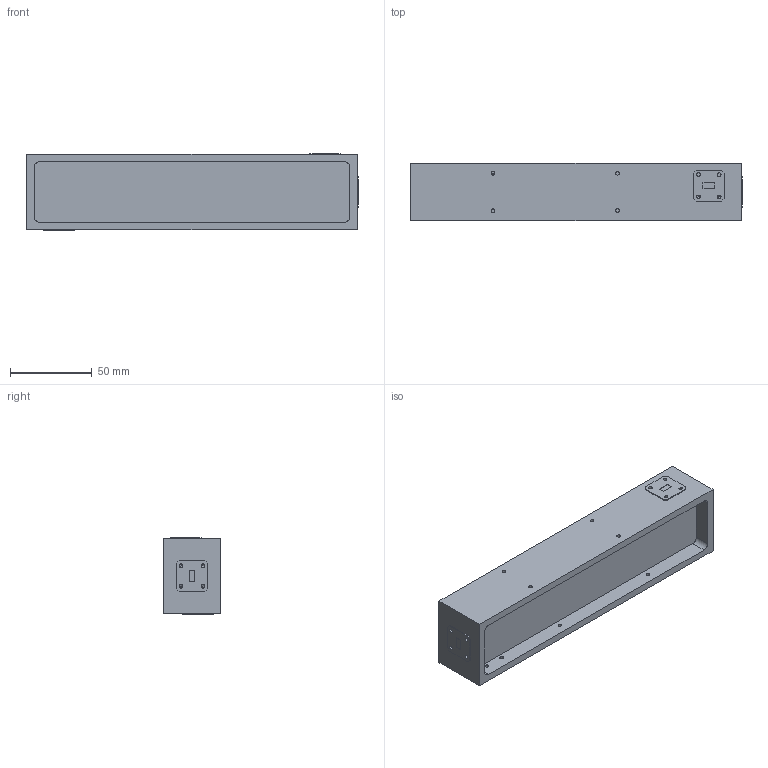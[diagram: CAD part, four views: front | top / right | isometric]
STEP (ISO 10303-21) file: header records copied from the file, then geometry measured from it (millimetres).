
FILE_DESCRIPTION (( 'STEP AP203' ), '1' );
FILE_NAME ('DMWD-28-101-DA1.STEP', '2020-12-29T18:21:54', ( 'Windows User' ), ( '' ), 'SwSTEP 2.0', 'SolidWorks 2020', '' );
FILE_SCHEMA (( 'CONFIG_CONTROL_DESIGN' ));
Products named in the file (1): DMWD-28-101-DA1
Bounding box: 203.2 x 35 x 46.99 mm (x, y, z)
Volume: 187509.5 mm3; surface area: 47717.7 mm2
Topology: 1 solids, 5 shells, 902 faces, 2176 edges, 1290 vertices
Faces by surface type: plane 332, cylinder 266, cone 260, bspline 44
Entity records: 55345 total; most frequent: CARTESIAN_POINT 35291, ORIENTED_EDGE 4272, DIRECTION 4032, EDGE_CURVE 2136, AXIS2_PLACEMENT_3D 1515, VERTEX_POINT 1290, EDGE_LOOP 1028, LINE 1002
